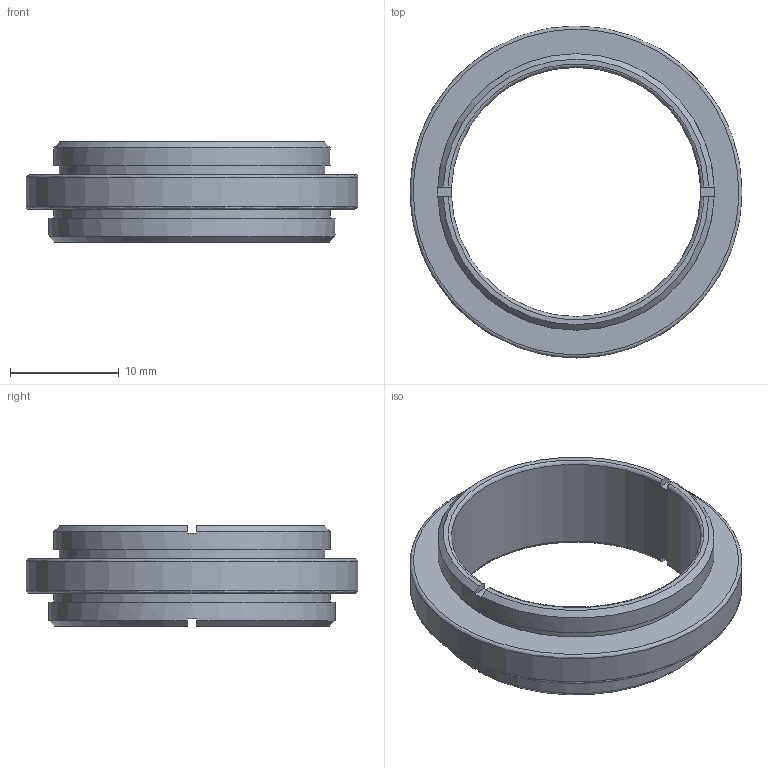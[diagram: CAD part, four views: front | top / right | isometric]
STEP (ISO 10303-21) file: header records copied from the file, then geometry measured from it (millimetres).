
FILE_DESCRIPTION (( 'STEP AP203' ), '1' );
FILE_NAME ('530209.step', '2025-08-20T01:11:07', ( 'Windows User' ), ( 'P R C' ), 'SwSTEP 2.0', 'SolidWorks 2020', '' );
FILE_SCHEMA (( 'CONFIG_CONTROL_DESIGN' ));
Length unit declared in the file: millimetre
Products named in the file (1): 530209
Bounding box: 30.5 x 30.5 x 9.2 mm (x, y, z)
Volume: 1606.9 mm3; surface area: 2149.6 mm2
Topology: 1 solids, 1 shells, 36 faces, 95 edges, 63 vertices
Faces by surface type: plane 20, cylinder 6, bspline 6, cone 4
Full cylindrical faces by diameter (mm): 22.9 x1, 24.4 x1, 25.4 x2, 26.29 x1, 30.5 x1
Entity records: 1651 total; most frequent: CARTESIAN_POINT 775, ORIENTED_EDGE 168, DIRECTION 150, EDGE_CURVE 84, VERTEX_POINT 60, AXIS2_PLACEMENT_3D 59, EDGE_LOOP 48, FACE_OUTER_BOUND 44
